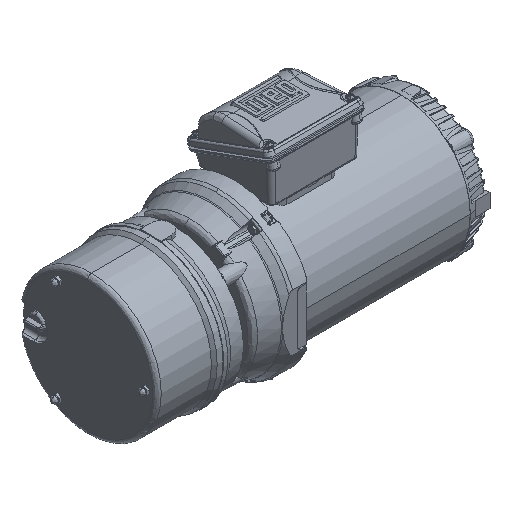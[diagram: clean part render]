
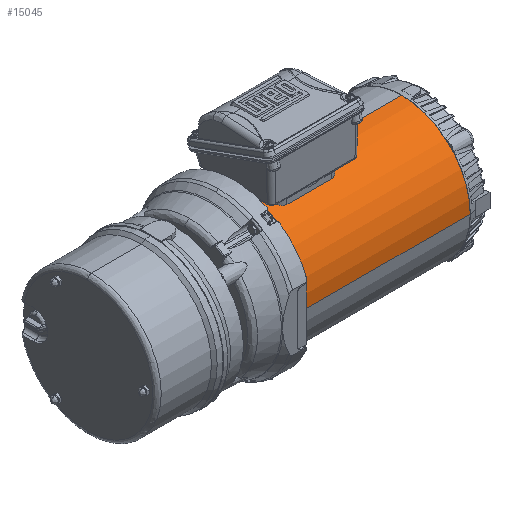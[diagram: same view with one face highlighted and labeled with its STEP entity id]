
A CAD part, isometric view. The second image highlights one B-rep face of the part: STEP entity #15045.
In plain terms, the highlighted cylindrical face has radius 81.875 mm (diameter 163.75 mm), a partial arc.
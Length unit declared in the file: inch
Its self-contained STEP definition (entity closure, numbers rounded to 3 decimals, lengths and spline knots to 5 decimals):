
#603 = LINE ( 'NONE', #22439, #38980 ) ;
#2881 = CARTESIAN_POINT ( 'NONE',  ( 21.07546, 0., 0. ) ) ;
#3163 = CARTESIAN_POINT ( 'NONE',  ( -7.87402, -3.22343, 0.00056 ) ) ;
#4154 = EDGE_CURVE ( 'NONE', #19450, #40763, #21103, .T. ) ;
#4368 = CARTESIAN_POINT ( 'NONE',  ( -7.87402, 0., 3.22343 ) ) ;
#5575 = AXIS2_PLACEMENT_3D ( 'NONE', #2881, #28912, #11297 ) ;
#6939 = EDGE_CURVE ( 'NONE', #11138, #27066, #48034, .T. ) ;
#8426 = DIRECTION ( 'NONE',  ( 0., 0., 1. ) ) ;
#10712 = ORIENTED_EDGE ( 'NONE', *, *, #4154, .T. ) ;
#11138 = VERTEX_POINT ( 'NONE', #22790 ) ;
#11297 = DIRECTION ( 'NONE',  ( 0., 0., 1. ) ) ;
#11298 = ORIENTED_EDGE ( 'NONE', *, *, #40901, .T. ) ;
#12385 = CYLINDRICAL_SURFACE ( 'NONE', #5575, 3.22343 ) ;
#12972 = ORIENTED_EDGE ( 'NONE', *, *, #39954, .T. ) ;
#15045 = ADVANCED_FACE ( 'NONE', ( #50422 ), #12385, .T. ) ;
#17145 = LINE ( 'NONE', #21902, #44332 ) ;
#17678 = DIRECTION ( 'NONE',  ( -1., 0., 0. ) ) ;
#19450 = VERTEX_POINT ( 'NONE', #4368 ) ;
#21103 = CIRCLE ( 'NONE', #30015, 3.22343 ) ;
#21902 = CARTESIAN_POINT ( 'NONE',  ( 21.07546, -3.22343, 0.00056 ) ) ;
#22439 = CARTESIAN_POINT ( 'NONE',  ( 21.07546, 0., 3.22343 ) ) ;
#22790 = CARTESIAN_POINT ( 'NONE',  ( 0., -3.22343, 0.00056 ) ) ;
#26401 = ORIENTED_EDGE ( 'NONE', *, *, #6939, .T. ) ;
#27066 = VERTEX_POINT ( 'NONE', #37616 ) ;
#27493 = AXIS2_PLACEMENT_3D ( 'NONE', #36937, #27999, #36122 ) ;
#27999 = DIRECTION ( 'NONE',  ( -1., 0., 0. ) ) ;
#28912 = DIRECTION ( 'NONE',  ( -1., 0., 0. ) ) ;
#30015 = AXIS2_PLACEMENT_3D ( 'NONE', #54547, #42521, #8426 ) ;
#36122 = DIRECTION ( 'NONE',  ( 0., 0., 1. ) ) ;
#36937 = CARTESIAN_POINT ( 'NONE',  ( 0., 0., 0. ) ) ;
#37616 = CARTESIAN_POINT ( 'NONE',  ( 0., 0., 3.22343 ) ) ;
#38948 = DIRECTION ( 'NONE',  ( 1., 0., 0. ) ) ;
#38980 = VECTOR ( 'NONE', #17678, 39.37008 ) ;
#39322 = EDGE_LOOP ( 'NONE', ( #26401, #11298, #10712, #12972 ) ) ;
#39954 = EDGE_CURVE ( 'NONE', #40763, #11138, #17145, .T. ) ;
#40763 = VERTEX_POINT ( 'NONE', #3163 ) ;
#40901 = EDGE_CURVE ( 'NONE', #27066, #19450, #603, .T. ) ;
#42521 = DIRECTION ( 'NONE',  ( 1., 0., 0. ) ) ;
#44332 = VECTOR ( 'NONE', #38948, 39.37008 ) ;
#48034 = CIRCLE ( 'NONE', #27493, 3.22343 ) ;
#50422 = FACE_OUTER_BOUND ( 'NONE', #39322, .T. ) ;
#54547 = CARTESIAN_POINT ( 'NONE',  ( -7.87402, 0., 0. ) ) ;
